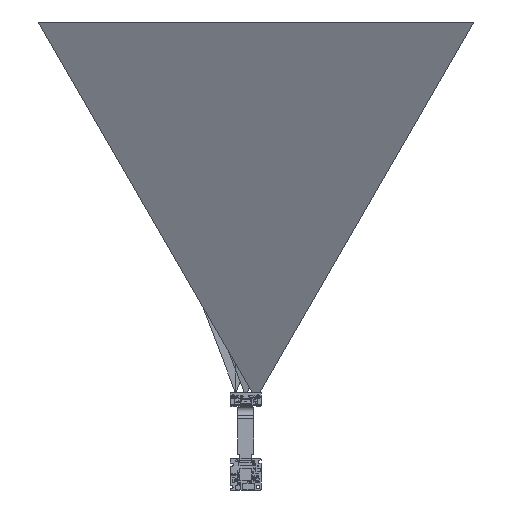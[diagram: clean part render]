
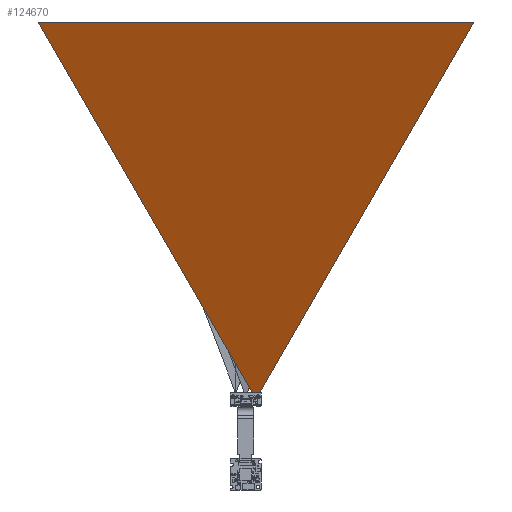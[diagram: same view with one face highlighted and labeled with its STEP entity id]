
A CAD part, front view. The second image highlights one B-rep face of the part: STEP entity #124670.
In plain terms, the highlighted planar face has unit normal (0, -0.906, -0.423).
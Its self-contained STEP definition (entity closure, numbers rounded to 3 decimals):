
#124556=DIRECTION('',(0.464,0.374,-0.803));
#124557=VECTOR('',#124556,311.325);
#124558=CARTESIAN_POINT('',(-139.838,-118.777,264.));
#124559=LINE('',#124558,#124557);
#124572=DIRECTION('',(1.,0.,0.));
#124573=VECTOR('',#124572,5.);
#124574=CARTESIAN_POINT('',(4.5,-2.2,14.));
#124575=LINE('',#124574,#124573);
#124576=DIRECTION('',(1.,0.,0.));
#124577=VECTOR('',#124576,293.675);
#124578=CARTESIAN_POINT('',(-139.838,-118.777,264.));
#124579=LINE('',#124578,#124577);
#124588=DIRECTION('',(0.464,-0.374,0.803));
#124589=VECTOR('',#124588,311.325);
#124590=CARTESIAN_POINT('',(9.5,-2.2,14.));
#124591=LINE('',#124590,#124589);
#124600=CARTESIAN_POINT('',(-139.838,-118.777,264.));
#124601=CARTESIAN_POINT('',(4.5,-2.2,14.));
#124602=VERTEX_POINT('',#124600);
#124603=VERTEX_POINT('',#124601);
#124606=CARTESIAN_POINT('',(9.5,-2.2,14.));
#124607=VERTEX_POINT('',#124606);
#124610=CARTESIAN_POINT('',(153.838,-118.777,264.));
#124611=VERTEX_POINT('',#124610);
#124657=CARTESIAN_POINT('',(248.5,-2.2,14.));
#124658=DIRECTION('',(0.,-0.906,
-0.423));
#124659=DIRECTION('',(0.,-0.423,0.906));
#124660=AXIS2_PLACEMENT_3D('',#124657,#124658,#124659);
#124661=PLANE('',#124660);
#124662=ORIENTED_EDGE('',*,*,#124621,.F.);
#124664=ORIENTED_EDGE('',*,*,#124663,.T.);
#124666=ORIENTED_EDGE('',*,*,#124665,.F.);
#124667=ORIENTED_EDGE('',*,*,#124650,.F.);
#124668=EDGE_LOOP('',(#124662,#124664,#124666,#124667));
#124669=FACE_OUTER_BOUND('',#124668,.F.);
#124621=EDGE_CURVE('',#124602,#124603,#124559,.T.);
#124650=EDGE_CURVE('',#124603,#124607,#124575,.T.);
#124663=EDGE_CURVE('',#124602,#124611,#124579,.T.);
#124665=EDGE_CURVE('',#124607,#124611,#124591,.T.);
#124670=ADVANCED_FACE('',(#124669),#124661,.T.);
